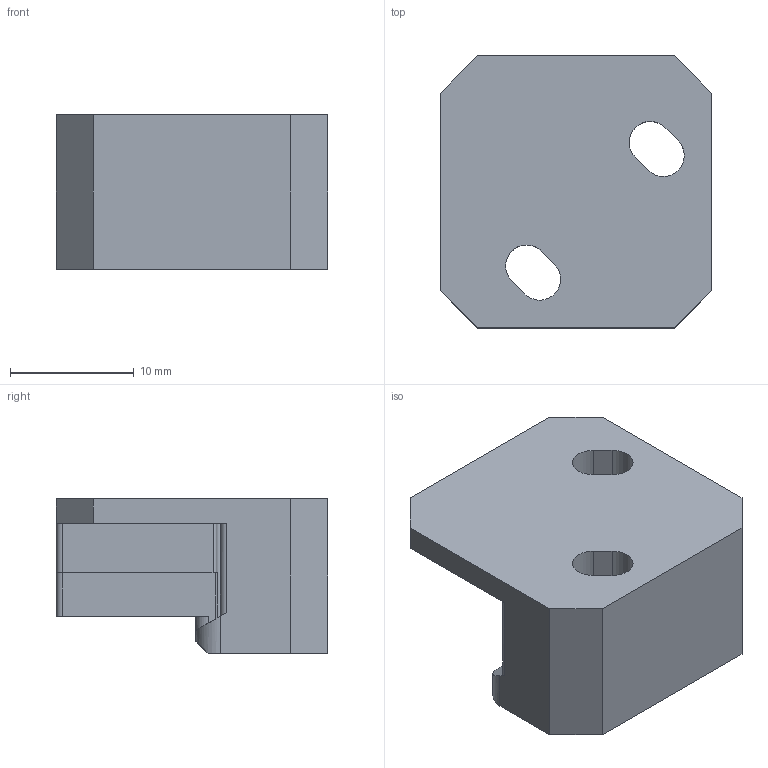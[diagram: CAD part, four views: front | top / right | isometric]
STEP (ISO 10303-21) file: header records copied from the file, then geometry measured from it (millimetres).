
FILE_DESCRIPTION(/* description */ (''),/* implementation_level */ '2;1');
FILE_NAME(/* name */ 'CornerPad_FrontLeft.stp',/* time_stamp */ '2015-11-30T20:42:48-05:00',/* author */ ('Justine Haupt'),/* organization */ (''),/* preprocessor_version */ 'ST-DEVELOPER v15.6',/* originating_system */ 'Autodesk Inventor 2015',/* authorisation */ '');
FILE_SCHEMA (('AUTOMOTIVE_DESIGN { 1 0 10303 214 3 1 1 }'));
Length unit declared in the file: millimetre
Products named in the file (1): CornerPad_FrontLeft
Bounding box: 22 x 22 x 12.5 mm (x, y, z)
Volume: 3314.4 mm3; surface area: 2201.4 mm2
Topology: 1 solids, 1 shells, 53 faces, 147 edges, 97 vertices
Faces by surface type: plane 34, cylinder 19
Entity records: 1784 total; most frequent: CARTESIAN_POINT 298, DIRECTION 297, ORIENTED_EDGE 294, EDGE_CURVE 147, LINE 105, VECTOR 105, VERTEX_POINT 97, AXIS2_PLACEMENT_3D 96
